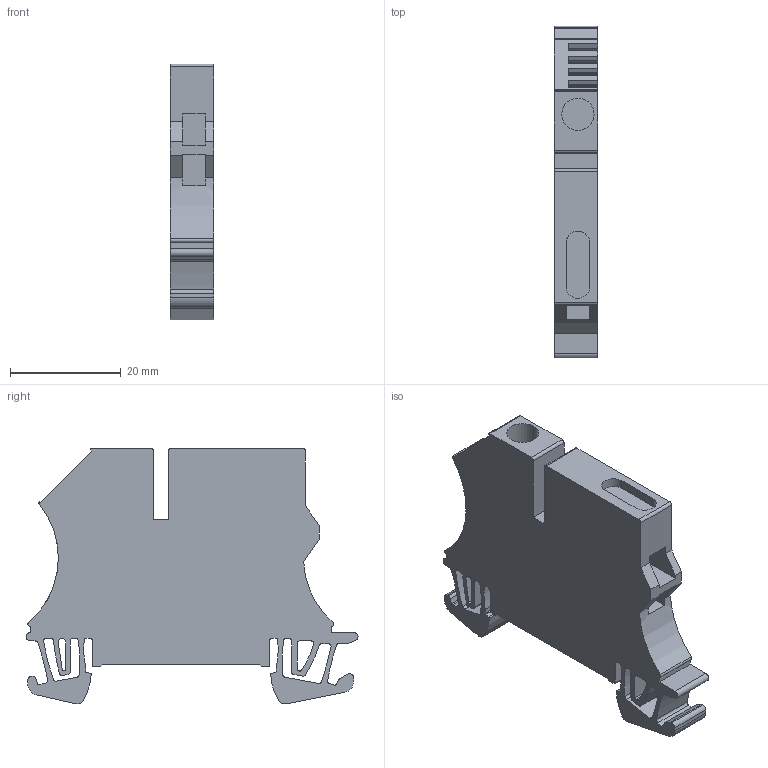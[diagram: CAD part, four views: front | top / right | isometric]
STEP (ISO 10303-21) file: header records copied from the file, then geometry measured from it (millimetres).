
FILE_DESCRIPTION(('CATIA V5R24 STEP','CAx-IF Rec.Pracs.--- Model Styling and Organization---1.2---2011-12-15'),'2;1');
FILE_NAME ('D1446454_0', '2017-03-01T12:34:47+00:00', ('Weidmueller Interface'), ('Weidmueller'), 'CATIA Version 5-6 Release 2014 SP4 HF52', 'CATIA V5 STEP AP214', 'none');
FILE_SCHEMA(('AUTOMOTIVE_DESIGN { 1 0 10303 214 1 1 1 1 }'));
Length unit declared in the file: millimetre
Products named in the file (1): v5-standard_part
Bounding box: 7.9 x 60 x 46.25 mm (x, y, z)
Volume: 13748.3 mm3; surface area: 7521.9 mm2
Topology: 1 solids, 1 shells, 219 faces, 642 edges, 428 vertices
Faces by surface type: plane 130, cylinder 89
Entity records: 7176 total; most frequent: CARTESIAN_POINT 1301, ORIENTED_EDGE 1284, DIRECTION 1085, EDGE_CURVE 642, VECTOR 460, LINE 460, VERTEX_POINT 428, AXIS2_PLACEMENT_3D 404
